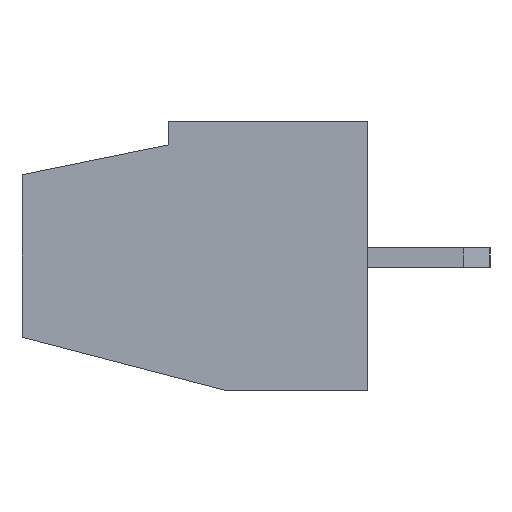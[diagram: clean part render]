
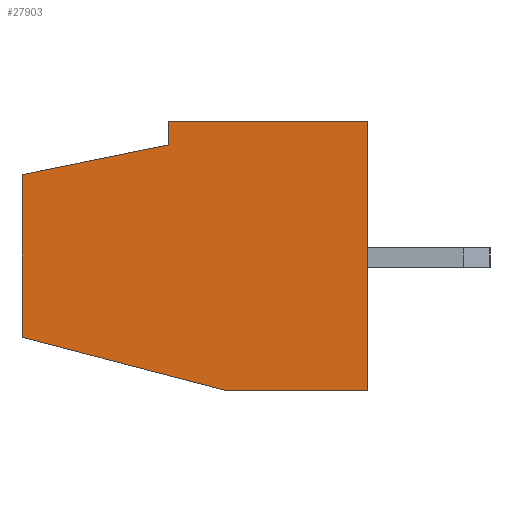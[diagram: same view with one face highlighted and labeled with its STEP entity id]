
A CAD part, left-side view. The second image highlights one B-rep face of the part: STEP entity #27903.
In plain terms, the highlighted planar face has unit normal (-1, 0, 0).
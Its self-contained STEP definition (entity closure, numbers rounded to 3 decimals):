
#692 = VERTEX_POINT ( 'NONE', #24603 ) ;
#1165 = CARTESIAN_POINT ( 'NONE',  ( -2.54, 10.4, -2.4 ) ) ;
#1167 = EDGE_LOOP ( 'NONE', ( #17973, #37837, #22537, #28581, #30137, #36074, #30234 ) ) ;
#1204 = VERTEX_POINT ( 'NONE', #1165 ) ;
#1517 = DIRECTION ( 'NONE',  ( 0., 0., -1. ) ) ;
#2870 = DIRECTION ( 'NONE',  ( 0., 0., 1. ) ) ;
#2896 = CARTESIAN_POINT ( 'NONE',  ( -2.54, 0., -4. ) ) ;
#4608 = PLANE ( 'NONE',  #36791 ) ;
#4776 = DIRECTION ( 'NONE',  ( 0., 0.968, 0.252 ) ) ;
#5328 = VERTEX_POINT ( 'NONE', #2896 ) ;
#5786 = DIRECTION ( 'NONE',  ( 0., -1., 0. ) ) ;
#6120 = LINE ( 'NONE', #17862, #26166 ) ;
#6979 = DIRECTION ( 'NONE',  ( 0., 0., 1. ) ) ;
#8066 = LINE ( 'NONE', #31535, #32715 ) ;
#8114 = VERTEX_POINT ( 'NONE', #25107 ) ;
#8924 = VECTOR ( 'NONE', #11823, 1000. ) ;
#10075 = CARTESIAN_POINT ( 'NONE',  ( -2.54, 6., 3.4 ) ) ;
#10764 = DIRECTION ( 'NONE',  ( 0., -1., 0. ) ) ;
#11367 = CARTESIAN_POINT ( 'NONE',  ( -2.54, 0., 4.1 ) ) ;
#11382 = VECTOR ( 'NONE', #4776, 1000. ) ;
#11823 = DIRECTION ( 'NONE',  ( 0., 0., 1. ) ) ;
#12746 = VECTOR ( 'NONE', #6979, 1000. ) ;
#13335 = CARTESIAN_POINT ( 'NONE',  ( -2.54, 0., 4.1 ) ) ;
#13532 = LINE ( 'NONE', #10075, #12746 ) ;
#14147 = CARTESIAN_POINT ( 'NONE',  ( -2.54, 10.4, 4.1 ) ) ;
#14649 = EDGE_CURVE ( 'NONE', #692, #1204, #31163, .T. ) ;
#17028 = EDGE_CURVE ( 'NONE', #692, #5328, #8066, .T. ) ;
#17862 = CARTESIAN_POINT ( 'NONE',  ( -2.54, 10.4, 2.5 ) ) ;
#17973 = ORIENTED_EDGE ( 'NONE', *, *, #22748, .F. ) ;
#18040 = VERTEX_POINT ( 'NONE', #13335 ) ;
#18275 = CARTESIAN_POINT ( 'NONE',  ( -2.54, 6., 4.1 ) ) ;
#19251 = CARTESIAN_POINT ( 'NONE',  ( -2.54, 10.4, 4.1 ) ) ;
#20679 = VERTEX_POINT ( 'NONE', #28485 ) ;
#22151 = DIRECTION ( 'NONE',  ( 1., 0., 0. ) ) ;
#22537 = ORIENTED_EDGE ( 'NONE', *, *, #24099, .F. ) ;
#22748 = EDGE_CURVE ( 'NONE', #22771, #18040, #23143, .T. ) ;
#22771 = VERTEX_POINT ( 'NONE', #18275 ) ;
#23143 = LINE ( 'NONE', #37723, #27998 ) ;
#24099 = EDGE_CURVE ( 'NONE', #8114, #20679, #6120, .T. ) ;
#24603 = CARTESIAN_POINT ( 'NONE',  ( -2.54, 4.26, -4. ) ) ;
#24959 = EDGE_CURVE ( 'NONE', #1204, #8114, #34571, .T. ) ;
#25107 = CARTESIAN_POINT ( 'NONE',  ( -2.54, 10.4, 2.5 ) ) ;
#25366 = CARTESIAN_POINT ( 'NONE',  ( -2.54, 10.4, -2.4 ) ) ;
#26166 = VECTOR ( 'NONE', #28853, 1000. ) ;
#27903 = ADVANCED_FACE ( 'NONE', ( #28481 ), #4608, .F. ) ;
#27998 = VECTOR ( 'NONE', #5786, 1000. ) ;
#28481 = FACE_OUTER_BOUND ( 'NONE', #1167, .T. ) ;
#28485 = CARTESIAN_POINT ( 'NONE',  ( -2.54, 6., 3.4 ) ) ;
#28581 = ORIENTED_EDGE ( 'NONE', *, *, #24959, .F. ) ;
#28853 = DIRECTION ( 'NONE',  ( 0., -0.98, 0.2 ) ) ;
#30137 = ORIENTED_EDGE ( 'NONE', *, *, #14649, .F. ) ;
#30234 = ORIENTED_EDGE ( 'NONE', *, *, #37886, .T. ) ;
#31163 = LINE ( 'NONE', #25366, #11382 ) ;
#31535 = CARTESIAN_POINT ( 'NONE',  ( -2.54, 10.4, -4. ) ) ;
#32715 = VECTOR ( 'NONE', #10764, 1000. ) ;
#34571 = LINE ( 'NONE', #14147, #8924 ) ;
#34691 = EDGE_CURVE ( 'NONE', #20679, #22771, #13532, .T. ) ;
#34855 = LINE ( 'NONE', #11367, #35949 ) ;
#35949 = VECTOR ( 'NONE', #2870, 1000. ) ;
#36074 = ORIENTED_EDGE ( 'NONE', *, *, #17028, .T. ) ;
#36791 = AXIS2_PLACEMENT_3D ( 'NONE', #19251, #22151, #1517 ) ;
#37723 = CARTESIAN_POINT ( 'NONE',  ( -2.54, 10.4, 4.1 ) ) ;
#37837 = ORIENTED_EDGE ( 'NONE', *, *, #34691, .F. ) ;
#37886 = EDGE_CURVE ( 'NONE', #5328, #18040, #34855, .T. ) ;
